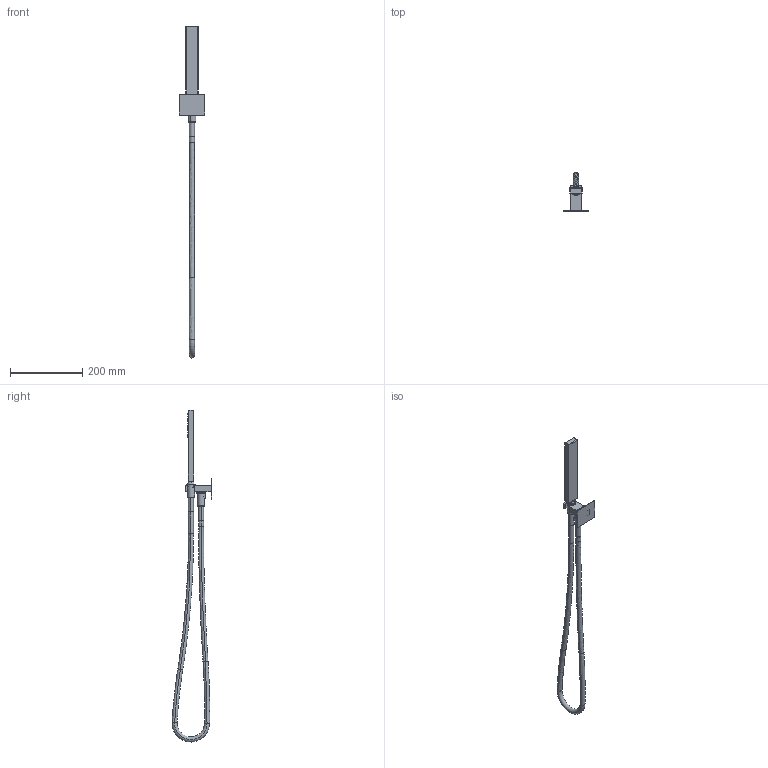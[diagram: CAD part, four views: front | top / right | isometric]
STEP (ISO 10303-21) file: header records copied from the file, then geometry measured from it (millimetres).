
FILE_DESCRIPTION(('CATIA V5 STEP Exchange'),'2;1');
FILE_NAME('DS018860 x rendering.stp','2018-04-05T10:05:57+00:00',('none'),('none'),'Version 5-6 Release 2013','CATIA V5 STEP AP203','none');
FILE_SCHEMA(('CONFIG_CONTROL_DESIGN'));
Length unit declared in the file: millimetre
Products named in the file (1): PR.0301.12_AllCATPart
Bounding box: 70 x 110.38 x 920.38 mm (x, y, z)
Volume: 325779.3 mm3; surface area: 125205.3 mm2
Topology: 3 solids, 4 shells, 679 faces, 1668 edges, 1099 vertices
Faces by surface type: plane 491, cylinder 148, bspline 12, cone 11, torus 9, sphere 8
Entity records: 22260 total; most frequent: CARTESIAN_POINT 6250, ORIENTED_EDGE 3336, DIRECTION 2886, EDGE_CURVE 1668, VECTOR 1288, LINE 1288, VERTEX_POINT 1099, AXIS2_PLACEMENT_3D 959
